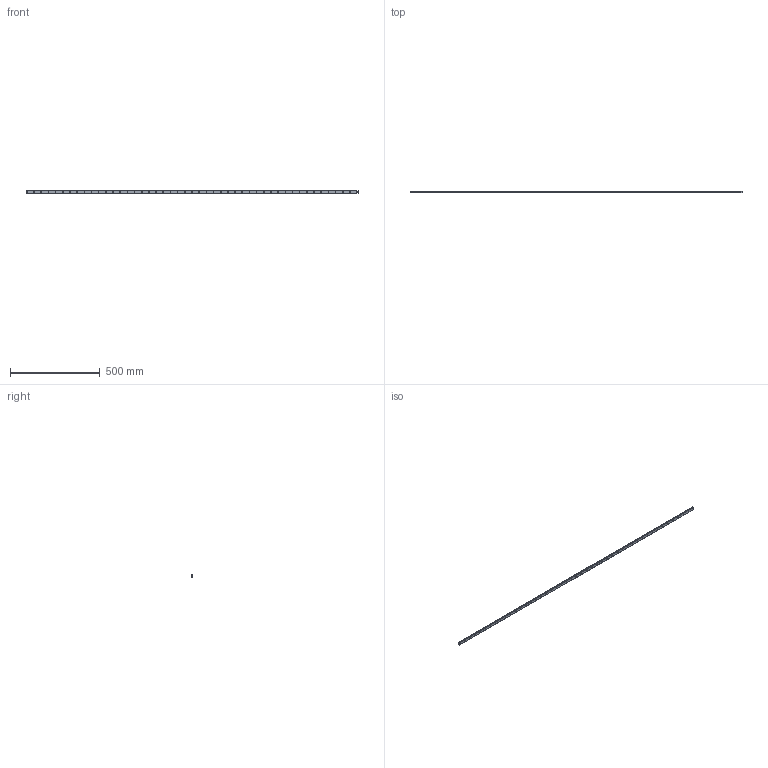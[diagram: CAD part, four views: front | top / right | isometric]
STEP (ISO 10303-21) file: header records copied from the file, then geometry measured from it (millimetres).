
FILE_DESCRIPTION (( 'STEP AP214' ), '1' );
FILE_NAME ('SRS15MSS-1850LTM_G5_0_0_0_0_0_1.STEP', '2021-08-11T12:02:15', ( '' ), ( '' ), 'SwSTEP 2.0', 'SolidWorks 2021', '' );
FILE_SCHEMA (( 'AUTOMOTIVE_DESIGN' ));
Length unit declared in the file: millimetre
Products named in the file (2): SRS15MSS-1850LTM_G5_0_0_0_0_0_1; _SRS15M18505 Track
Assembly tree (1 placements, depth 2):
  SRS15MSS-1850LTM_G5_0_0_0_0_0_1
    _SRS15M18505 Track
Bounding box: 1850 x 9.5 x 15 mm (x, y, z)
Volume: 224072.1 mm3; surface area: 94907.7 mm2
Topology: 1 solids, 1 shells, 267 faces, 654 edges, 436 vertices
Faces by surface type: cylinder 195, plane 72
Entity records: 8332 total; most frequent: DIRECTION 1586, CARTESIAN_POINT 1361, ORIENTED_EDGE 1308, AXIS2_PLACEMENT_3D 661, EDGE_CURVE 654, VERTEX_POINT 436, EDGE_LOOP 408, CIRCLE 390
